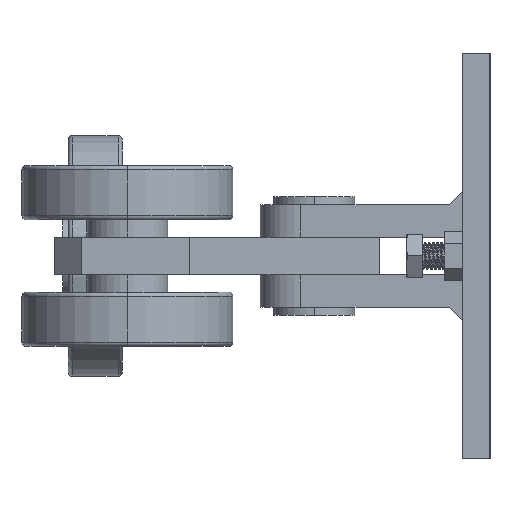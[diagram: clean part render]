
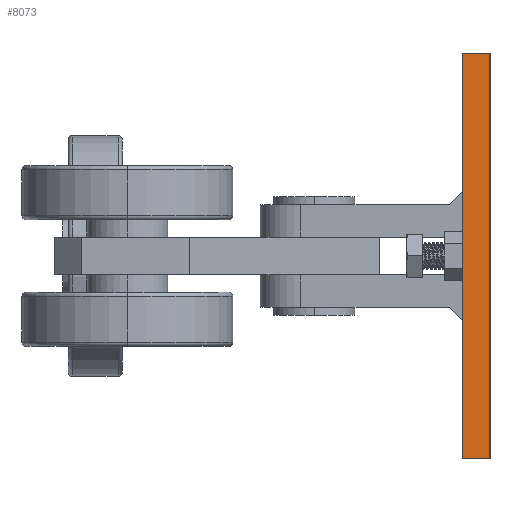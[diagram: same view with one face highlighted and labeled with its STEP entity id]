
A CAD part, left-side view. The second image highlights one B-rep face of the part: STEP entity #8073.
In plain terms, the highlighted planar face has unit normal (-1, 0, 0).
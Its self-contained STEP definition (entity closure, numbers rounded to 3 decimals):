
#929 = EDGE_LOOP ( 'NONE', ( #21750, #18829, #19457, #18601 ) ) ;
#1758 = VECTOR ( 'NONE', #2782, 1000. ) ;
#2782 = DIRECTION ( 'NONE',  ( 0., 0., 1. ) ) ;
#3324 = VECTOR ( 'NONE', #8771, 1000. ) ;
#3919 = VERTEX_POINT ( 'NONE', #19470 ) ;
#5028 = DIRECTION ( 'NONE',  ( 0., -1., 0. ) ) ;
#5195 = VERTEX_POINT ( 'NONE', #19794 ) ;
#5551 = LINE ( 'NONE', #13073, #18189 ) ;
#6078 = FACE_OUTER_BOUND ( 'NONE', #929, .T. ) ;
#6446 = CARTESIAN_POINT ( 'NONE',  ( -150., 10., 75. ) ) ;
#6480 = CARTESIAN_POINT ( 'NONE',  ( -150., 10., 75. ) ) ;
#8073 = ADVANCED_FACE ( 'NONE', ( #6078 ), #17740, .F. ) ;
#8540 = LINE ( 'NONE', #6446, #1758 ) ;
#8771 = DIRECTION ( 'NONE',  ( 0., 0., 1. ) ) ;
#8875 = CARTESIAN_POINT ( 'NONE',  ( -150., 0., -75. ) ) ;
#9722 = VERTEX_POINT ( 'NONE', #22835 ) ;
#10084 = VECTOR ( 'NONE', #5028, 1000. ) ;
#11363 = EDGE_CURVE ( 'NONE', #23085, #5195, #14519, .T. ) ;
#13073 = CARTESIAN_POINT ( 'NONE',  ( -150., 10., 75. ) ) ;
#13164 = EDGE_CURVE ( 'NONE', #9722, #23085, #21318, .T. ) ;
#13235 = DIRECTION ( 'NONE',  ( 0., -1., 0. ) ) ;
#13332 = AXIS2_PLACEMENT_3D ( 'NONE', #6480, #18119, #16153 ) ;
#14519 = LINE ( 'NONE', #23438, #3324 ) ;
#16153 = DIRECTION ( 'NONE',  ( 0., 0., -1. ) ) ;
#17740 = PLANE ( 'NONE',  #13332 ) ;
#18119 = DIRECTION ( 'NONE',  ( 1., 0., 0. ) ) ;
#18189 = VECTOR ( 'NONE', #13235, 1000. ) ;
#18601 = ORIENTED_EDGE ( 'NONE', *, *, #13164, .T. ) ;
#18829 = ORIENTED_EDGE ( 'NONE', *, *, #23140, .F. ) ;
#19457 = ORIENTED_EDGE ( 'NONE', *, *, #21527, .F. ) ;
#19470 = CARTESIAN_POINT ( 'NONE',  ( -150., 10., 75. ) ) ;
#19794 = CARTESIAN_POINT ( 'NONE',  ( -150., 0., 75. ) ) ;
#21318 = LINE ( 'NONE', #23862, #10084 ) ;
#21527 = EDGE_CURVE ( 'NONE', #9722, #3919, #8540, .T. ) ;
#21750 = ORIENTED_EDGE ( 'NONE', *, *, #11363, .T. ) ;
#22835 = CARTESIAN_POINT ( 'NONE',  ( -150., 10., -75. ) ) ;
#23085 = VERTEX_POINT ( 'NONE', #8875 ) ;
#23140 = EDGE_CURVE ( 'NONE', #3919, #5195, #5551, .T. ) ;
#23438 = CARTESIAN_POINT ( 'NONE',  ( -150., 0., 75. ) ) ;
#23862 = CARTESIAN_POINT ( 'NONE',  ( -150., 10., -75. ) ) ;
